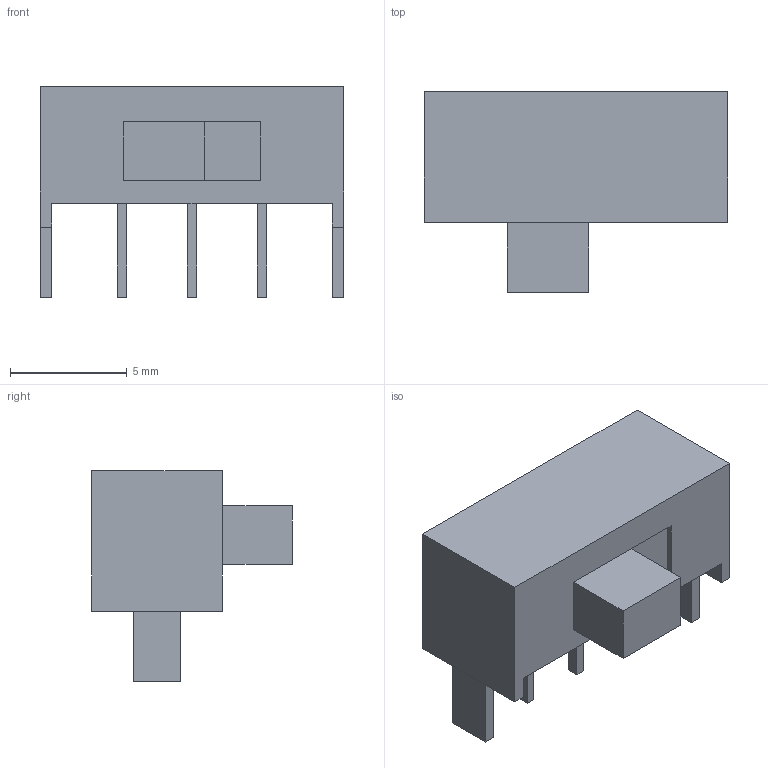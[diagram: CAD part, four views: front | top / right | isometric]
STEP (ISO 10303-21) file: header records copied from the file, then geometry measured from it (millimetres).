
FILE_DESCRIPTION(('FreeCAD Model'),'2;1');
FILE_NAME( 'EG1206_slide_switch_v006_cp.step' ,'2020-08-01T18:35:32',('kicad StepUp'),('ksu MCAD'), 'Open CASCADE STEP processor 7.3','FreeCAD','Unknown');
FILE_SCHEMA(('AUTOMOTIVE_DESIGN { 1 0 10303 214 1 1 1 1 }'));
Length unit declared in the file: millimetre
Products named in the file (1): EG1206_slide_switch_v006_cp
Bounding box: 13 x 8.6 x 9 mm (x, y, z)
Volume: 403.1 mm3; surface area: 470.9 mm2
Topology: 4 solids, 4 shells, 48 faces, 108 edges, 72 vertices
Faces by surface type: plane 48
Entity records: 1655 total; most frequent: CARTESIAN_POINT 229, ORIENTED_EDGE 216, DIRECTION 206, EDGE_CURVE 108, LINE 108, VECTOR 108, VERTEX_POINT 72, FACE_BOUND 52
